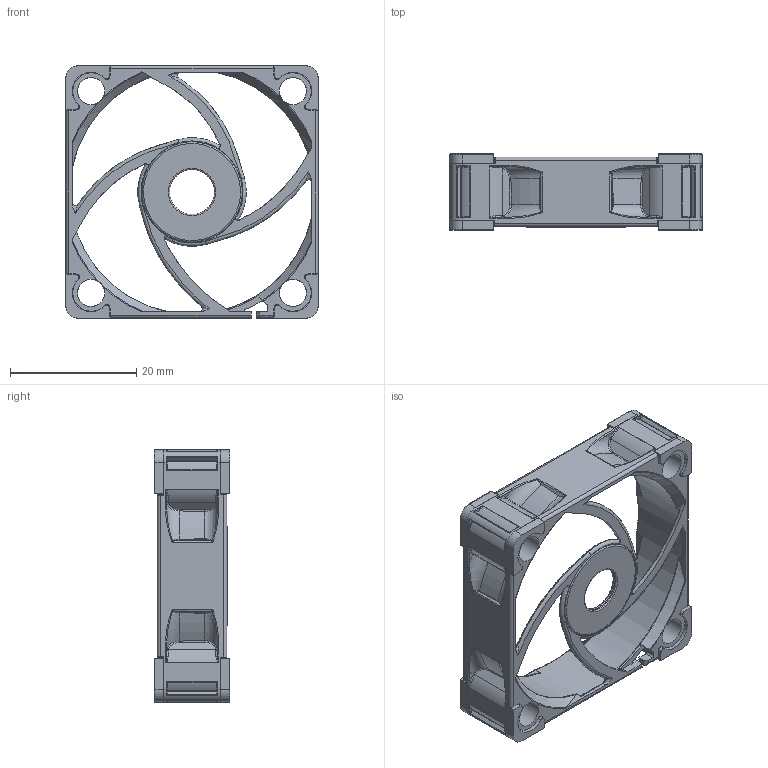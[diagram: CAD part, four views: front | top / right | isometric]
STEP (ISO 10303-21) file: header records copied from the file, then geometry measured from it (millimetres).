
FILE_DESCRIPTION(/* description */ (''),/* implementation_level */ '2;1');
FILE_NAME(/* name */ 'NF-A4x10_frame_public.stp',/* time_stamp */ '2018-12-04T10:40:29+01:00',/* author */ ('andi'),/* organization */ (''),/* preprocessor_version */ 'ST-DEVELOPER v15.6',/* originating_system */ 'Autodesk Inventor 2015',/* authorisation */ '');
FILE_SCHEMA (('AUTOMOTIVE_DESIGN { 1 0 10303 214 3 1 1 }'));
Length unit declared in the file: millimetre
Products named in the file (8): NF-A4x10_FLX_frame; NF-A4x10_FLX_rubber; NF-A4x10_FLX_rubber_1; NF-A4x10_FLX_rubber_2; NF-A4x10_FLX_rubber_3; NF-A4x10_FLX_rubber_4; NF-A4x10_FLX_sticker; NF-A4x10_Frame
Assembly tree (10 placements, depth 2):
  NF-A4x10_Frame
    NF-A4x10_FLX_frame
    NF-A4x10_FLX_rubber
    NF-A4x10_FLX_rubber_1
    NF-A4x10_FLX_rubber_2
    NF-A4x10_FLX_rubber_3
    NF-A4x10_FLX_rubber_4  x4
    NF-A4x10_FLX_sticker
Bounding box: 40 x 12 x 40 mm (x, y, z)
Volume: 3384.8 mm3; surface area: 6116.1 mm2
Topology: 10 solids, 10 shells, 1033 faces, 2547 edges, 1497 vertices
Faces by surface type: bspline 309, cylinder 302, torus 204, plane 184, sphere 25, cone 9
Full cylindrical faces by diameter (mm): 4.3 x4, 5.8 x4, 7.1 x2, 15.8 x1, 16 x1, 38.75 x1
Entity records: 38354 total; most frequent: CARTESIAN_POINT 16469, ORIENTED_EDGE 4818, DIRECTION 4167, EDGE_CURVE 2409, AXIS2_PLACEMENT_3D 1778, VERTEX_POINT 1441, EDGE_LOOP 1046, CIRCLE 1019
